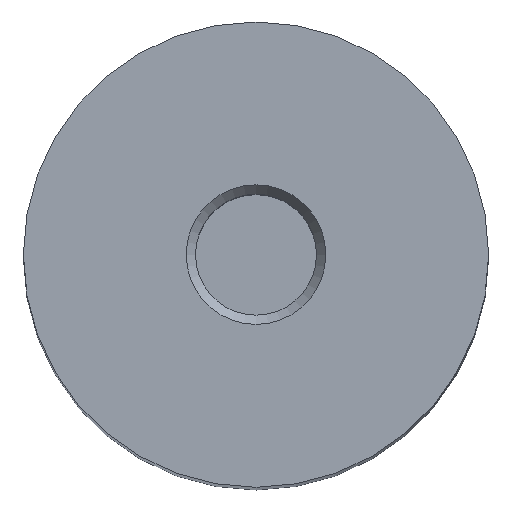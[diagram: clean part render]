
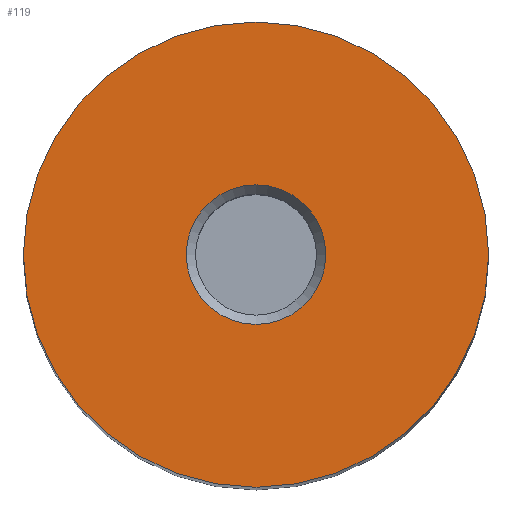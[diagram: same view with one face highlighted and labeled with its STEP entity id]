
A CAD part, top view. The second image highlights one B-rep face of the part: STEP entity #119.
In plain terms, the highlighted planar face has unit normal (0, 0, 1).
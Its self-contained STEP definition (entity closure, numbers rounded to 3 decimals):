
#16=FACE_BOUND('',#43,.T.);
#20=PLANE('',#150);
#32=FACE_OUTER_BOUND('',#42,.T.);
#42=EDGE_LOOP('',(#107));
#43=EDGE_LOOP('',(#108));
#57=CIRCLE('',#141,2.25);
#61=CIRCLE('',#149,7.5);
#65=VERTEX_POINT('',#205);
#69=VERTEX_POINT('',#219);
#75=EDGE_CURVE('',#65,#65,#57,.T.);
#81=EDGE_CURVE('',#69,#69,#61,.T.);
#107=ORIENTED_EDGE('',*,*,#81,.T.);
#108=ORIENTED_EDGE('',*,*,#75,.T.);
#119=ADVANCED_FACE('',(#32,#16),#20,.T.);
#141=AXIS2_PLACEMENT_3D('',#206,#169,#170);
#149=AXIS2_PLACEMENT_3D('',#220,#187,#188);
#150=AXIS2_PLACEMENT_3D('',#222,#190,#191);
#169=DIRECTION('center_axis',(0.,0.,-1.));
#170=DIRECTION('ref_axis',(1.,0.,0.));
#187=DIRECTION('center_axis',(0.,0.,1.));
#188=DIRECTION('ref_axis',(1.,0.,0.));
#190=DIRECTION('center_axis',(0.,0.,1.));
#191=DIRECTION('ref_axis',(1.,0.,0.));
#205=CARTESIAN_POINT('',(-2.25,0.,25.));
#206=CARTESIAN_POINT('Origin',(0.,0.,25.));
#219=CARTESIAN_POINT('',(-7.5,0.,25.));
#220=CARTESIAN_POINT('Origin',(0.,0.,25.));
#222=CARTESIAN_POINT('Origin',(0.,0.,25.));
